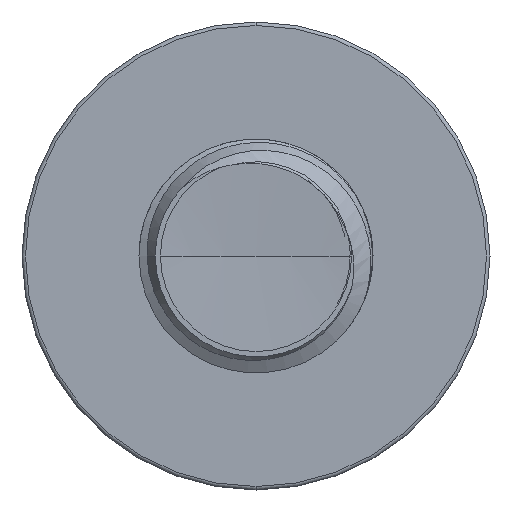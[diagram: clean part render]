
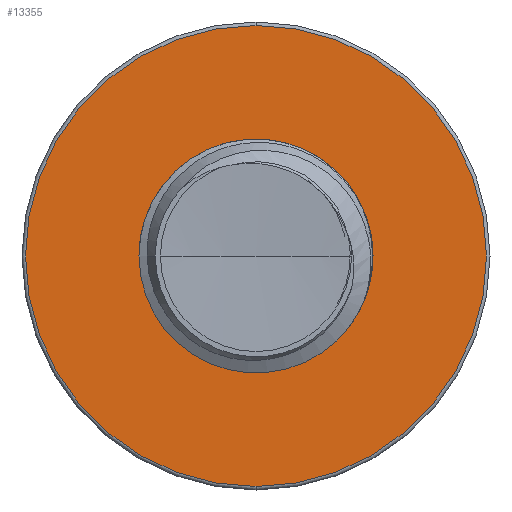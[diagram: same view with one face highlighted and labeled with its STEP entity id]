
A CAD part, front view. The second image highlights one B-rep face of the part: STEP entity #13355.
In plain terms, the highlighted planar face has unit normal (0, -1, 0).
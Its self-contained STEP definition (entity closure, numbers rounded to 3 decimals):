
#9 = CARTESIAN_POINT ( 'NONE',  ( 0., 6., 0. ) ) ;
#1171 = CIRCLE ( 'NONE', #25127, 2.462 ) ;
#1292 = ORIENTED_EDGE ( 'NONE', *, *, #8114, .F. ) ;
#1677 = DIRECTION ( 'NONE',  ( 0., -1., 0. ) ) ;
#2011 = DIRECTION ( 'NONE',  ( 0., 0., -1. ) ) ;
#2494 = CARTESIAN_POINT ( 'NONE',  ( 0., 6., -1.203 ) ) ;
#3082 = VERTEX_POINT ( 'NONE', #2494 ) ;
#3089 = CARTESIAN_POINT ( 'NONE',  ( 0., 6., 1.203 ) ) ;
#5214 = EDGE_CURVE ( 'NONE', #24594, #11780, #1171, .T. ) ;
#5326 = DIRECTION ( 'NONE',  ( 0., -1., 0. ) ) ;
#6079 = FACE_OUTER_BOUND ( 'NONE', #18604, .T. ) ;
#6494 = DIRECTION ( 'NONE',  ( 0., -1., 0. ) ) ;
#7024 = CARTESIAN_POINT ( 'NONE',  ( 0., 6., 2.462 ) ) ;
#7179 = DIRECTION ( 'NONE',  ( 0., -1., 0. ) ) ;
#8114 = EDGE_CURVE ( 'NONE', #8661, #3082, #24588, .T. ) ;
#8661 = VERTEX_POINT ( 'NONE', #20349 ) ;
#8973 = AXIS2_PLACEMENT_3D ( 'NONE', #3089, #7179, #20736 ) ;
#9500 = EDGE_CURVE ( 'NONE', #11780, #24594, #13464, .T. ) ;
#9974 = AXIS2_PLACEMENT_3D ( 'NONE', #13503, #1677, #15435 ) ;
#10216 = ORIENTED_EDGE ( 'NONE', *, *, #19082, .F. ) ;
#11780 = VERTEX_POINT ( 'NONE', #20095 ) ;
#13355 = ADVANCED_FACE ( 'NONE', ( #6079, #21581 ), #16777, .T. ) ;
#13464 = CIRCLE ( 'NONE', #20928, 2.462 ) ;
#13503 = CARTESIAN_POINT ( 'NONE',  ( 0., 6., 0. ) ) ;
#13587 = ORIENTED_EDGE ( 'NONE', *, *, #9500, .T. ) ;
#13849 = DIRECTION ( 'NONE',  ( 0., -1., 0. ) ) ;
#14943 = CIRCLE ( 'NONE', #9974, 1.203 ) ;
#15396 = AXIS2_PLACEMENT_3D ( 'NONE', #9, #13849, #2011 ) ;
#15435 = DIRECTION ( 'NONE',  ( 0., 0., -1. ) ) ;
#16777 = PLANE ( 'NONE',  #8973 ) ;
#17030 = CARTESIAN_POINT ( 'NONE',  ( 0., 6., 0. ) ) ;
#18096 = CARTESIAN_POINT ( 'NONE',  ( 0., 6., 0. ) ) ;
#18604 = EDGE_LOOP ( 'NONE', ( #13587, #23890 ) ) ;
#18954 = DIRECTION ( 'NONE',  ( 0., 0., -1. ) ) ;
#19082 = EDGE_CURVE ( 'NONE', #3082, #8661, #14943, .T. ) ;
#20062 = DIRECTION ( 'NONE',  ( 0., 0., -1. ) ) ;
#20095 = CARTESIAN_POINT ( 'NONE',  ( 0., 6., -2.462 ) ) ;
#20349 = CARTESIAN_POINT ( 'NONE',  ( 0., 6., 1.203 ) ) ;
#20736 = DIRECTION ( 'NONE',  ( 0., 0., -1. ) ) ;
#20928 = AXIS2_PLACEMENT_3D ( 'NONE', #18096, #6494, #20062 ) ;
#21581 = FACE_BOUND ( 'NONE', #24010, .T. ) ;
#23890 = ORIENTED_EDGE ( 'NONE', *, *, #5214, .T. ) ;
#24010 = EDGE_LOOP ( 'NONE', ( #10216, #1292 ) ) ;
#24588 = CIRCLE ( 'NONE', #15396, 1.203 ) ;
#24594 = VERTEX_POINT ( 'NONE', #7024 ) ;
#25127 = AXIS2_PLACEMENT_3D ( 'NONE', #17030, #5326, #18954 ) ;
